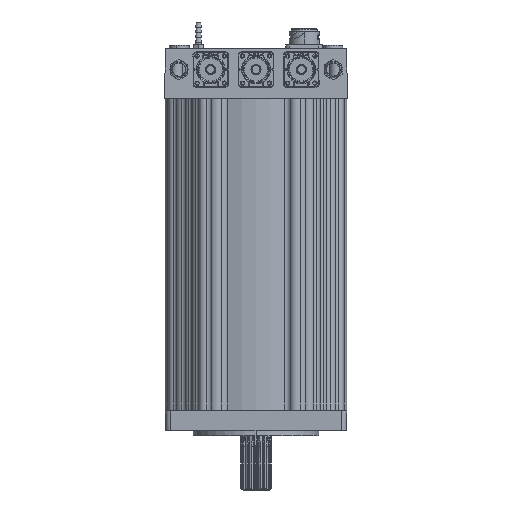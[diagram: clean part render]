
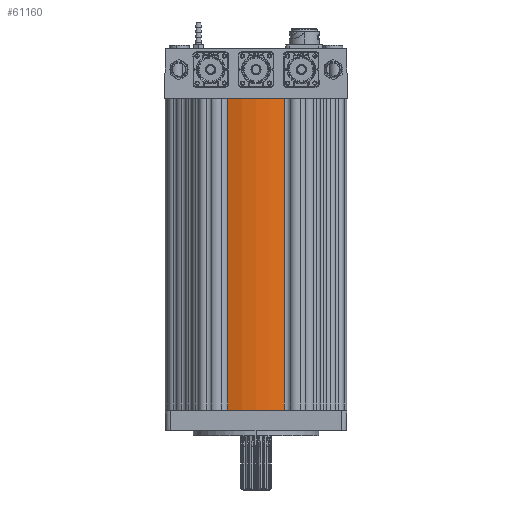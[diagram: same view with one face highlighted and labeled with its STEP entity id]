
A CAD part, left-side view. The second image highlights one B-rep face of the part: STEP entity #61160.
In plain terms, the highlighted cylindrical face has radius 89.5 mm (diameter 179 mm), a partial arc.
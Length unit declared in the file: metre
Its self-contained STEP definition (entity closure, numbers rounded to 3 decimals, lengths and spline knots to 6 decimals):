
#4587 = VECTOR ( 'NONE', #68101, 1. ) ;
#6791 = CARTESIAN_POINT ( 'NONE',  ( -0.021566, 0.106316, 0.500185 ) ) ;
#6830 = ORIENTED_EDGE ( 'NONE', *, *, #21439, .T. ) ;
#7683 = CIRCLE ( 'NONE', #34813, 0.0895 ) ;
#11698 = DIRECTION ( 'NONE',  ( 0., 0., 1. ) ) ;
#12059 = DIRECTION ( 'NONE',  ( 0., 1., 0. ) ) ;
#12279 = DIRECTION ( 'NONE',  ( 0., 0., -1. ) ) ;
#12309 = ORIENTED_EDGE ( 'NONE', *, *, #32635, .F. ) ;
#12434 = CARTESIAN_POINT ( 'NONE',  ( 0.063387, 0.134481, 0.500185 ) ) ;
#12435 = CARTESIAN_POINT ( 'NONE',  ( 0.063387, 0.134481, 0.189985 ) ) ;
#13140 = EDGE_LOOP ( 'NONE', ( #52370, #12309, #52511, #6830 ) ) ;
#13379 = CARTESIAN_POINT ( 'NONE',  ( -0.021566, 0.106316, 0.500185 ) ) ;
#18017 = DIRECTION ( 'NONE',  ( 0., 0., 1. ) ) ;
#18513 = VERTEX_POINT ( 'NONE', #6791 ) ;
#18718 = CARTESIAN_POINT ( 'NONE',  ( -0.021566, 0.106316, 0.189985 ) ) ;
#19263 = VECTOR ( 'NONE', #12279, 1. ) ;
#19290 = LINE ( 'NONE', #13379, #19263 ) ;
#21439 = EDGE_CURVE ( 'NONE', #61884, #48170, #51840, .T. ) ;
#24133 = AXIS2_PLACEMENT_3D ( 'NONE', #69059, #41419, #58324 ) ;
#27111 = CARTESIAN_POINT ( 'NONE',  ( -0.021568, 0.162639, 0.189985 ) ) ;
#32635 = EDGE_CURVE ( 'NONE', #18513, #64600, #19290, .T. ) ;
#34813 = AXIS2_PLACEMENT_3D ( 'NONE', #12434, #11698, #62547 ) ;
#35861 = FACE_OUTER_BOUND ( 'NONE', #13140, .T. ) ;
#40472 = CARTESIAN_POINT ( 'NONE',  ( -0.021568, 0.162639, 0.500185 ) ) ;
#41003 = EDGE_CURVE ( 'NONE', #61884, #18513, #7683, .T. ) ;
#41419 = DIRECTION ( 'NONE',  ( 0., 0., -1. ) ) ;
#48170 = VERTEX_POINT ( 'NONE', #27111 ) ;
#51039 = CIRCLE ( 'NONE', #69777, 0.0895 ) ;
#51840 = LINE ( 'NONE', #40472, #4587 ) ;
#52370 = ORIENTED_EDGE ( 'NONE', *, *, #64409, .T. ) ;
#52511 = ORIENTED_EDGE ( 'NONE', *, *, #41003, .F. ) ;
#55777 = CARTESIAN_POINT ( 'NONE',  ( -0.021568, 0.162639, 0.500185 ) ) ;
#57964 = CYLINDRICAL_SURFACE ( 'NONE', #24133, 0.0895 ) ;
#58324 = DIRECTION ( 'NONE',  ( 0., -1., 0. ) ) ;
#61160 = ADVANCED_FACE ( 'NONE', ( #35861 ), #57964, .T. ) ;
#61884 = VERTEX_POINT ( 'NONE', #55777 ) ;
#62547 = DIRECTION ( 'NONE',  ( 0., 1., 0. ) ) ;
#64409 = EDGE_CURVE ( 'NONE', #48170, #64600, #51039, .T. ) ;
#64600 = VERTEX_POINT ( 'NONE', #18718 ) ;
#68101 = DIRECTION ( 'NONE',  ( 0., 0., -1. ) ) ;
#69059 = CARTESIAN_POINT ( 'NONE',  ( 0.063387, 0.134481, 0.500185 ) ) ;
#69777 = AXIS2_PLACEMENT_3D ( 'NONE', #12435, #18017, #12059 ) ;
